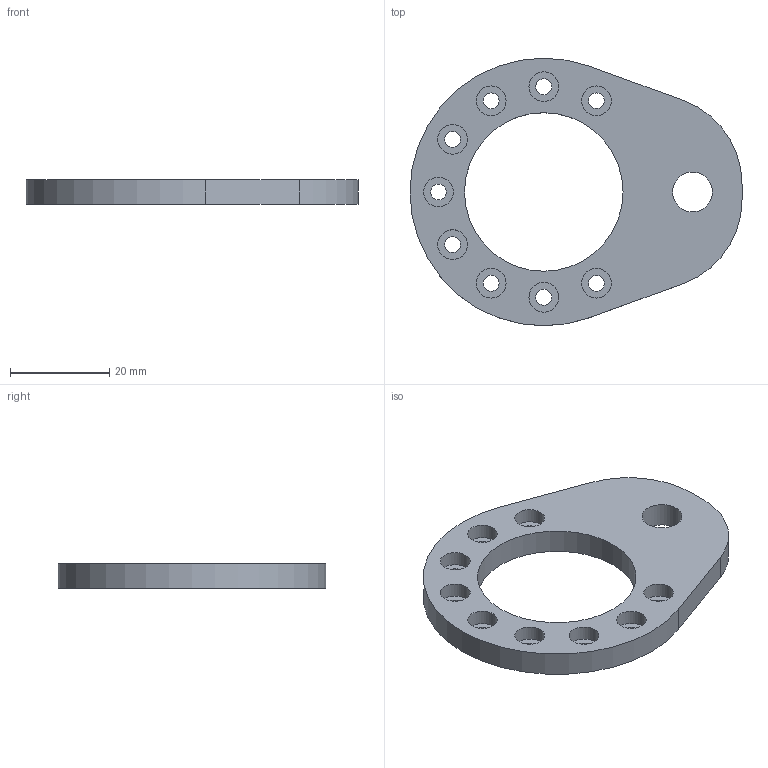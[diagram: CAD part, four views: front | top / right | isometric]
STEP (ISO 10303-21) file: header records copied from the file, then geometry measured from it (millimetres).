
FILE_DESCRIPTION(/* description */ (''),/* implementation_level */ '2;1');
FILE_NAME(/* name */ 'RP_Thigh-Base-Cover.stp',/* time_stamp */ '2025-05-28T13:10:49+09:00',/* author */ ('佐藤智貴'),/* organization */ (''),/* preprocessor_version */ 'ST-DEVELOPER v20',/* originating_system */ 'Autodesk Inventor 2024',/* authorisation */ '');
FILE_SCHEMA (('AUTOMOTIVE_DESIGN { 1 0 10303 214 3 1 1 }'));
Length unit declared in the file: millimetre
Products named in the file (1): RP_Thigh-Base-Cover
Bounding box: 67 x 54 x 5 mm (x, y, z)
Volume: 8779.2 mm3; surface area: 6004.5 mm2
Topology: 1 solids, 1 shells, 37 faces, 78 edges, 52 vertices
Faces by surface type: cylinder 23, plane 14
Full cylindrical faces by diameter (mm): 3.2 x9, 6 x9, 8.05 x1, 32 x1
Entity records: 1105 total; most frequent: DIRECTION 200, CARTESIAN_POINT 168, ORIENTED_EDGE 156, AXIS2_PLACEMENT_3D 84, EDGE_CURVE 78, EDGE_LOOP 68, VERTEX_POINT 52, CIRCLE 46
